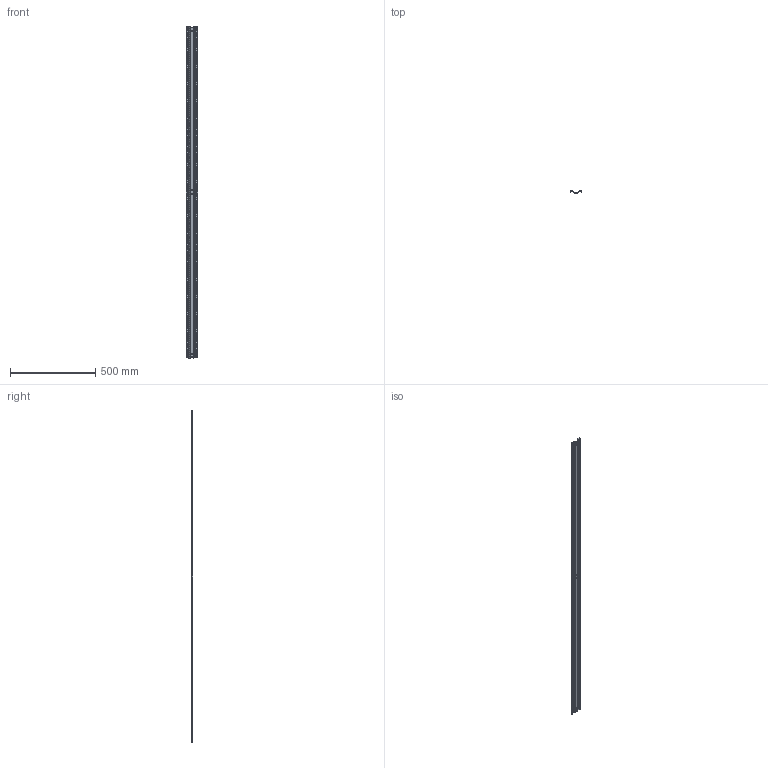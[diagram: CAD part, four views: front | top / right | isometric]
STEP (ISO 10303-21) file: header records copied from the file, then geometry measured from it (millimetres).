
FILE_DESCRIPTION((''),'2;1');
FILE_NAME('2734452560','2023-03-03T07:12:49',('klemen.sitar'),('Audax d.o.o.'),'CREO PARAMETRIC BY PTC INC, 2021304','CREO PARAMETRIC BY PTC INC, 2021304','');
FILE_SCHEMA(('AP242_MANAGED_MODEL_BASED_3D_ENGINEERING_MIM_LF { 1 0 10303 442 1 1 4 }'));
Length unit declared in the file: millimetre
Products named in the file (1): 2734452560
Bounding box: 68.01 x 8.7 x 1948.5 mm (x, y, z)
Volume: 247992.4 mm3; surface area: 330581.4 mm2
Topology: 1 solids, 1 shells, 670 faces, 2004 edges, 1336 vertices
Faces by surface type: cylinder 646, plane 24
Entity records: 31086 total; most frequent: DIRECTION 4636, CARTESIAN_POINT 4012, ORIENTED_EDGE 4008, PRESENTATION_STYLE_ASSIGNMENT 2005, STYLED_ITEM 2005, CURVE_STYLE 2004, EDGE_CURVE 2004, AXIS2_PLACEMENT_3D 1962
